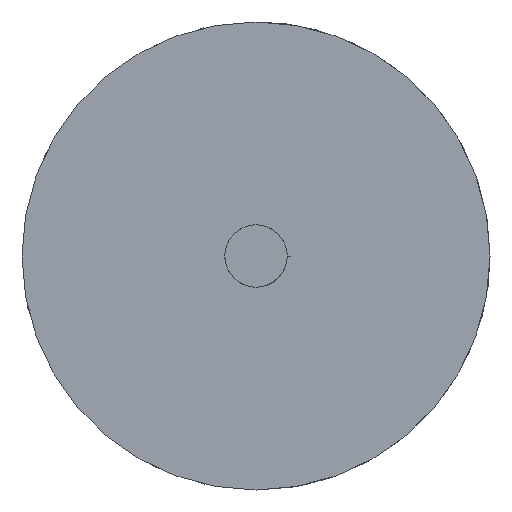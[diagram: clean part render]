
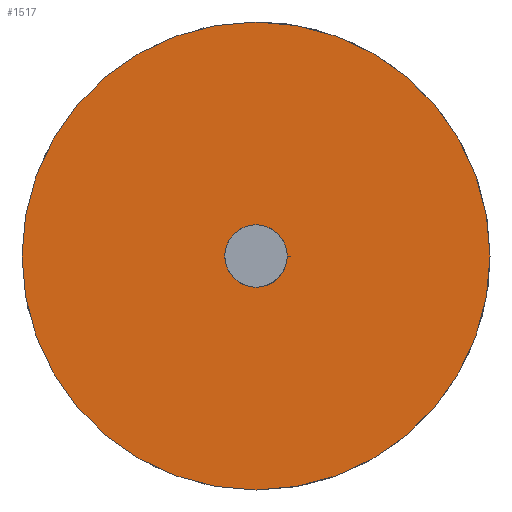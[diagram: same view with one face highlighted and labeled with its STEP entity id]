
A CAD part, front view. The second image highlights one B-rep face of the part: STEP entity #1517.
In plain terms, the highlighted planar face has unit normal (0, -1, 0).
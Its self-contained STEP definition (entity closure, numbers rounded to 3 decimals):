
#51 = ORIENTED_EDGE ( 'NONE', *, *, #3720, .T. ) ;
#119 = DIRECTION ( 'NONE',  ( 0., -1., 0. ) ) ;
#223 = DIRECTION ( 'NONE',  ( 0., 0., -1. ) ) ;
#247 = DIRECTION ( 'NONE',  ( 0., 0., -1. ) ) ;
#401 = AXIS2_PLACEMENT_3D ( 'NONE', #578, #1802, #1200 ) ;
#459 = CARTESIAN_POINT ( 'NONE',  ( 0., -2., 2. ) ) ;
#578 = CARTESIAN_POINT ( 'NONE',  ( 0., -2., 0. ) ) ;
#612 = VERTEX_POINT ( 'NONE', #1919 ) ;
#659 = CARTESIAN_POINT ( 'NONE',  ( 0., -2., 0. ) ) ;
#663 = EDGE_LOOP ( 'NONE', ( #51, #1862 ) ) ;
#766 = EDGE_CURVE ( 'NONE', #1574, #810, #1103, .T. ) ;
#810 = VERTEX_POINT ( 'NONE', #3574 ) ;
#838 = DIRECTION ( 'NONE',  ( 0., -1., 0. ) ) ;
#919 = CARTESIAN_POINT ( 'NONE',  ( 0., -2., 0. ) ) ;
#936 = ORIENTED_EDGE ( 'NONE', *, *, #2293, .F. ) ;
#1010 = CIRCLE ( 'NONE', #3751, 15. ) ;
#1096 = FACE_OUTER_BOUND ( 'NONE', #663, .T. ) ;
#1103 = CIRCLE ( 'NONE', #1801, 15. ) ;
#1200 = DIRECTION ( 'NONE',  ( 0., 0., -1. ) ) ;
#1232 = CIRCLE ( 'NONE', #401, 2. ) ;
#1415 = DIRECTION ( 'NONE',  ( 0., 0., -1. ) ) ;
#1517 = ADVANCED_FACE ( 'NONE', ( #3827, #1096 ), #3270, .T. ) ;
#1574 = VERTEX_POINT ( 'NONE', #3193 ) ;
#1590 = AXIS2_PLACEMENT_3D ( 'NONE', #659, #119, #2494 ) ;
#1687 = ORIENTED_EDGE ( 'NONE', *, *, #3931, .F. ) ;
#1750 = CARTESIAN_POINT ( 'NONE',  ( 0., -2., 0. ) ) ;
#1769 = ORIENTED_EDGE ( 'NONE', *, *, #2403, .F. ) ;
#1783 = CIRCLE ( 'NONE', #1590, 2. ) ;
#1801 = AXIS2_PLACEMENT_3D ( 'NONE', #2336, #3558, #223 ) ;
#1802 = DIRECTION ( 'NONE',  ( 0., -1., 0. ) ) ;
#1862 = ORIENTED_EDGE ( 'NONE', *, *, #766, .T. ) ;
#1919 = CARTESIAN_POINT ( 'NONE',  ( 0., -2., -2. ) ) ;
#2097 = AXIS2_PLACEMENT_3D ( 'NONE', #919, #2179, #3657 ) ;
#2156 = CIRCLE ( 'NONE', #2097, 2. ) ;
#2179 = DIRECTION ( 'NONE',  ( 0., -1., 0. ) ) ;
#2293 = EDGE_CURVE ( 'NONE', #3429, #612, #1232, .T. ) ;
#2336 = CARTESIAN_POINT ( 'NONE',  ( 0., -2., 0. ) ) ;
#2403 = EDGE_CURVE ( 'NONE', #612, #3694, #2156, .T. ) ;
#2494 = DIRECTION ( 'NONE',  ( 0., 0., -1. ) ) ;
#2680 = DIRECTION ( 'NONE',  ( 0., -1., 0. ) ) ;
#2794 = EDGE_LOOP ( 'NONE', ( #1687, #1769, #936 ) ) ;
#3008 = AXIS2_PLACEMENT_3D ( 'NONE', #3843, #838, #1415 ) ;
#3193 = CARTESIAN_POINT ( 'NONE',  ( 0., -2., -15. ) ) ;
#3270 = PLANE ( 'NONE',  #3008 ) ;
#3429 = VERTEX_POINT ( 'NONE', #459 ) ;
#3558 = DIRECTION ( 'NONE',  ( 0., -1., 0. ) ) ;
#3565 = CARTESIAN_POINT ( 'NONE',  ( 2., -2., 0. ) ) ;
#3574 = CARTESIAN_POINT ( 'NONE',  ( 0., -2., 15. ) ) ;
#3657 = DIRECTION ( 'NONE',  ( 0., 0., -1. ) ) ;
#3694 = VERTEX_POINT ( 'NONE', #3565 ) ;
#3720 = EDGE_CURVE ( 'NONE', #810, #1574, #1010, .T. ) ;
#3751 = AXIS2_PLACEMENT_3D ( 'NONE', #1750, #2680, #247 ) ;
#3827 = FACE_BOUND ( 'NONE', #2794, .T. ) ;
#3843 = CARTESIAN_POINT ( 'NONE',  ( 0., -2., 0. ) ) ;
#3931 = EDGE_CURVE ( 'NONE', #3694, #3429, #1783, .T. ) ;
